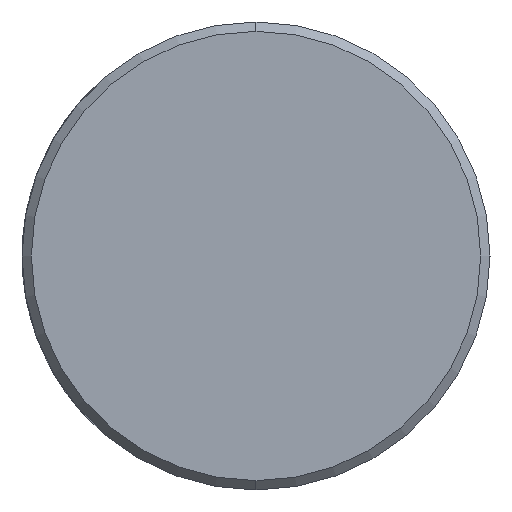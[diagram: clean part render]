
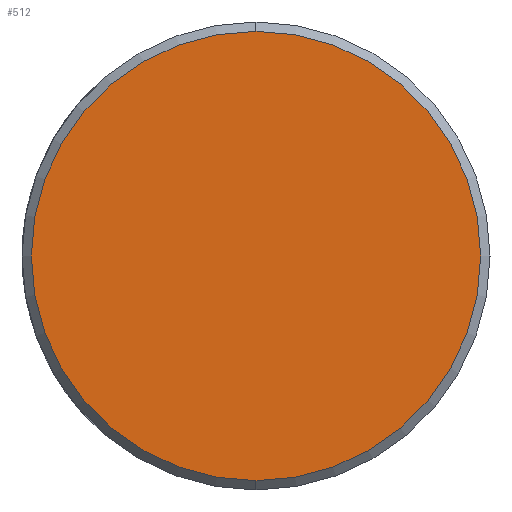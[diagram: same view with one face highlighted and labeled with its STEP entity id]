
A CAD part, left-side view. The second image highlights one B-rep face of the part: STEP entity #512.
In plain terms, the highlighted planar face has unit normal (-1, 0, 0).
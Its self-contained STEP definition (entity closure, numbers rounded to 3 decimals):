
#6 = DIRECTION ( 'NONE',  ( -1., 0., 0. ) ) ;
#7 = DIRECTION ( 'NONE',  ( 0., 0., 1. ) ) ;
#28 = EDGE_CURVE ( 'NONE', #479, #383, #76, .T. ) ;
#46 = CARTESIAN_POINT ( 'NONE',  ( -100., 0., 0. ) ) ;
#76 = CIRCLE ( 'NONE', #217, 4.8 ) ;
#79 = AXIS2_PLACEMENT_3D ( 'NONE', #46, #406, #548 ) ;
#94 = CARTESIAN_POINT ( 'NONE',  ( -100., 0., -4.8 ) ) ;
#139 = CARTESIAN_POINT ( 'NONE',  ( -100., 0., 4.8 ) ) ;
#149 = AXIS2_PLACEMENT_3D ( 'NONE', #561, #613, #7 ) ;
#212 = CARTESIAN_POINT ( 'NONE',  ( -100., 0., 0. ) ) ;
#217 = AXIS2_PLACEMENT_3D ( 'NONE', #212, #6, #513 ) ;
#304 = ORIENTED_EDGE ( 'NONE', *, *, #598, .T. ) ;
#323 = EDGE_LOOP ( 'NONE', ( #304, #401 ) ) ;
#348 = PLANE ( 'NONE',  #79 ) ;
#383 = VERTEX_POINT ( 'NONE', #139 ) ;
#397 = CIRCLE ( 'NONE', #149, 4.8 ) ;
#400 = FACE_OUTER_BOUND ( 'NONE', #323, .T. ) ;
#401 = ORIENTED_EDGE ( 'NONE', *, *, #28, .T. ) ;
#406 = DIRECTION ( 'NONE',  ( 1., 0., 0. ) ) ;
#479 = VERTEX_POINT ( 'NONE', #94 ) ;
#512 = ADVANCED_FACE ( 'NONE', ( #400 ), #348, .F. ) ;
#513 = DIRECTION ( 'NONE',  ( 0., 0., 1. ) ) ;
#548 = DIRECTION ( 'NONE',  ( 0., 0., 1. ) ) ;
#561 = CARTESIAN_POINT ( 'NONE',  ( -100., 0., 0. ) ) ;
#598 = EDGE_CURVE ( 'NONE', #383, #479, #397, .T. ) ;
#613 = DIRECTION ( 'NONE',  ( -1., 0., 0. ) ) ;
